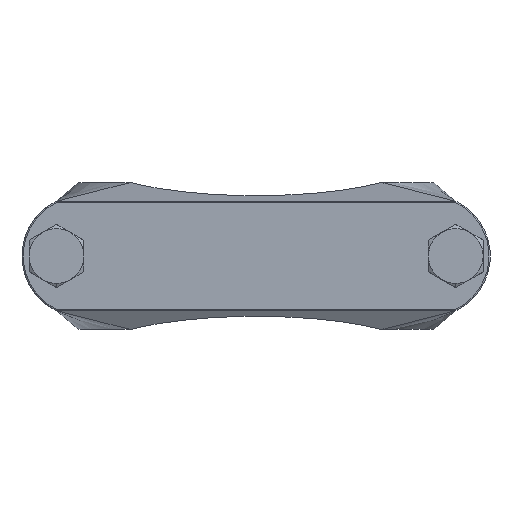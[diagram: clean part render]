
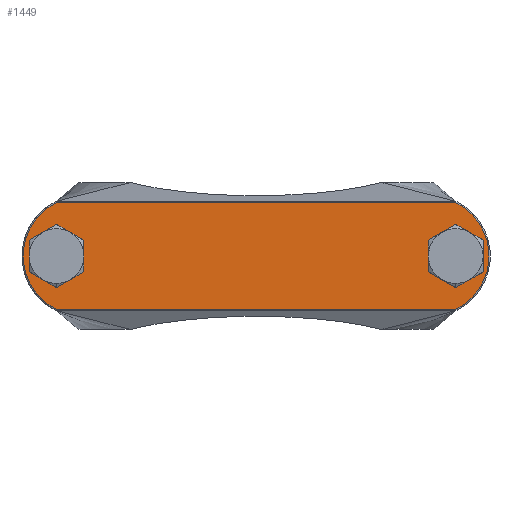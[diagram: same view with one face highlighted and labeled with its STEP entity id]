
A CAD part, front view. The second image highlights one B-rep face of the part: STEP entity #1449.
In plain terms, the highlighted planar face has unit normal (0, -1, 0).
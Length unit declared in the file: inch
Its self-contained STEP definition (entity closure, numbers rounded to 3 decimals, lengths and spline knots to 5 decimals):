
#14 = ORIENTED_EDGE ( 'NONE', *, *, #198, .F. ) ;
#38 = CARTESIAN_POINT ( 'NONE',  ( 1.59381, -0.917, -0.427 ) ) ;
#56 = VERTEX_POINT ( 'NONE', #38 ) ;
#78 = VECTOR ( 'NONE', #184, 39.37008 ) ;
#79 = DIRECTION ( 'NONE',  ( 0., -1., 0. ) ) ;
#90 = CARTESIAN_POINT ( 'NONE',  ( 1.59449, -0.917, 0.25259 ) ) ;
#117 = VECTOR ( 'NONE', #3397, 39.37008 ) ;
#130 = ORIENTED_EDGE ( 'NONE', *, *, #2280, .F. ) ;
#173 = CARTESIAN_POINT ( 'NONE',  ( -1.59449, -0.917, 0.25259 ) ) ;
#184 = DIRECTION ( 'NONE',  ( 0.866, 0., -0.5 ) ) ;
#186 = CARTESIAN_POINT ( 'NONE',  ( -1.59381, -0.917, -0.427 ) ) ;
#190 = VECTOR ( 'NONE', #1625, 39.37008 ) ;
#198 = EDGE_CURVE ( 'NONE', #422, #3038, #2585, .T. ) ;
#217 = DIRECTION ( 'NONE',  ( 0., 0., -1. ) ) ;
#289 = VERTEX_POINT ( 'NONE', #173 ) ;
#290 = CIRCLE ( 'NONE', #1321, 0.47551 ) ;
#363 = LINE ( 'NONE', #2373, #78 ) ;
#407 = VERTEX_POINT ( 'NONE', #532 ) ;
#410 = CIRCLE ( 'NONE', #1749, 0.47551 ) ;
#411 = EDGE_LOOP ( 'NONE', ( #2553, #1360, #482, #1501, #3534, #130 ) ) ;
#421 = VECTOR ( 'NONE', #752, 39.37008 ) ;
#422 = VERTEX_POINT ( 'NONE', #627 ) ;
#439 = CARTESIAN_POINT ( 'NONE',  ( -1.81324, -0.917, -0.1263 ) ) ;
#446 = DIRECTION ( 'NONE',  ( 0., 0., -1. ) ) ;
#460 = DIRECTION ( 'NONE',  ( 0., 0., -1. ) ) ;
#463 = CARTESIAN_POINT ( 'NONE',  ( 1.37574, -0.917, -0.1263 ) ) ;
#482 = ORIENTED_EDGE ( 'NONE', *, *, #2148, .F. ) ;
#486 = ORIENTED_EDGE ( 'NONE', *, *, #2737, .T. ) ;
#502 = CARTESIAN_POINT ( 'NONE',  ( 1.59381, -0.917, 0.427 ) ) ;
#509 = DIRECTION ( 'NONE',  ( -0.866, 0., 0.5 ) ) ;
#532 = CARTESIAN_POINT ( 'NONE',  ( 1.81324, -0.917, -0.1263 ) ) ;
#627 = CARTESIAN_POINT ( 'NONE',  ( 1.59449, -0.917, 0.25259 ) ) ;
#718 = LINE ( 'NONE', #1363, #421 ) ;
#733 = EDGE_CURVE ( 'NONE', #3700, #1214, #3347, .T. ) ;
#752 = DIRECTION ( 'NONE',  ( -0.866, 0., 0.5 ) ) ;
#757 = VERTEX_POINT ( 'NONE', #439 ) ;
#772 = CARTESIAN_POINT ( 'NONE',  ( -1.37574, -0.917, 0.1263 ) ) ;
#925 = FACE_BOUND ( 'NONE', #411, .T. ) ;
#931 = VECTOR ( 'NONE', #3484, 39.37008 ) ;
#938 = CARTESIAN_POINT ( 'NONE',  ( 1.81324, -0.917, 0.1263 ) ) ;
#971 = VERTEX_POINT ( 'NONE', #1335 ) ;
#978 = CARTESIAN_POINT ( 'NONE',  ( -1.37574, -0.917, -0.1263 ) ) ;
#1009 = EDGE_CURVE ( 'NONE', #3038, #3700, #1102, .T. ) ;
#1010 = VECTOR ( 'NONE', #217, 39.37008 ) ;
#1012 = CARTESIAN_POINT ( 'NONE',  ( 1.81324, -0.917, -0.1263 ) ) ;
#1036 = CARTESIAN_POINT ( 'NONE',  ( 1.59449, -0.917, -0.25259 ) ) ;
#1102 = LINE ( 'NONE', #1927, #1294 ) ;
#1138 = CARTESIAN_POINT ( 'NONE',  ( 1.59449, -0.917, -0.25259 ) ) ;
#1146 = EDGE_CURVE ( 'NONE', #971, #757, #1621, .T. ) ;
#1214 = VERTEX_POINT ( 'NONE', #1138 ) ;
#1249 = ORIENTED_EDGE ( 'NONE', *, *, #1009, .F. ) ;
#1294 = VECTOR ( 'NONE', #460, 39.37008 ) ;
#1316 = EDGE_CURVE ( 'NONE', #2481, #3000, #1537, .T. ) ;
#1321 = AXIS2_PLACEMENT_3D ( 'NONE', #3823, #1662, #446 ) ;
#1335 = CARTESIAN_POINT ( 'NONE',  ( -1.81324, -0.917, 0.1263 ) ) ;
#1360 = ORIENTED_EDGE ( 'NONE', *, *, #1316, .F. ) ;
#1363 = CARTESIAN_POINT ( 'NONE',  ( 1.81324, -0.917, 0.1263 ) ) ;
#1412 = EDGE_CURVE ( 'NONE', #1214, #407, #1875, .T. ) ;
#1449 = ADVANCED_FACE ( 'NONE', ( #2007, #2579, #925 ), #2825, .T. ) ;
#1473 = VECTOR ( 'NONE', #2564, 39.37008 ) ;
#1474 = CARTESIAN_POINT ( 'NONE',  ( -1.37574, -0.917, 0.1263 ) ) ;
#1501 = ORIENTED_EDGE ( 'NONE', *, *, #3933, .F. ) ;
#1534 = AXIS2_PLACEMENT_3D ( 'NONE', #1910, #79, #3431 ) ;
#1537 = LINE ( 'NONE', #978, #190 ) ;
#1583 = CARTESIAN_POINT ( 'NONE',  ( -1.59449, -0.917, 0.25259 ) ) ;
#1620 = ORIENTED_EDGE ( 'NONE', *, *, #2317, .F. ) ;
#1621 = LINE ( 'NONE', #2676, #1010 ) ;
#1624 = DIRECTION ( 'NONE',  ( -0.866, 0., -0.5 ) ) ;
#1625 = DIRECTION ( 'NONE',  ( 0., 0., 1. ) ) ;
#1632 = CARTESIAN_POINT ( 'NONE',  ( -1.59449, -0.917, -0.25259 ) ) ;
#1662 = DIRECTION ( 'NONE',  ( 0., -1., 0. ) ) ;
#1672 = VECTOR ( 'NONE', #2242, 39.37008 ) ;
#1749 = AXIS2_PLACEMENT_3D ( 'NONE', #3843, #2028, #2954 ) ;
#1758 = LINE ( 'NONE', #2177, #117 ) ;
#1853 = VECTOR ( 'NONE', #509, 39.37008 ) ;
#1875 = LINE ( 'NONE', #1036, #1672 ) ;
#1899 = EDGE_LOOP ( 'NONE', ( #2155, #486, #3880, #3314 ) ) ;
#1910 = CARTESIAN_POINT ( 'NONE',  ( -1.38457, -0.917, 0. ) ) ;
#1927 = CARTESIAN_POINT ( 'NONE',  ( 1.37574, -0.917, 0.1263 ) ) ;
#1933 = EDGE_CURVE ( 'NONE', #3786, #56, #2154, .T. ) ;
#2007 = FACE_OUTER_BOUND ( 'NONE', #1899, .T. ) ;
#2028 = DIRECTION ( 'NONE',  ( 0., -1., 0. ) ) ;
#2086 = EDGE_LOOP ( 'NONE', ( #1620, #3923, #3100, #3703, #1249, #14 ) ) ;
#2122 = CARTESIAN_POINT ( 'NONE',  ( -1.59449, -0.917, -0.25259 ) ) ;
#2148 = EDGE_CURVE ( 'NONE', #2641, #2481, #3375, .T. ) ;
#2154 = LINE ( 'NONE', #2852, #2780 ) ;
#2155 = ORIENTED_EDGE ( 'NONE', *, *, #3609, .T. ) ;
#2177 = CARTESIAN_POINT ( 'NONE',  ( -1.59611, -0.917, 0.427 ) ) ;
#2186 = DIRECTION ( 'NONE',  ( 0.866, 0., 0.5 ) ) ;
#2242 = DIRECTION ( 'NONE',  ( 0.866, 0., 0.5 ) ) ;
#2280 = EDGE_CURVE ( 'NONE', #289, #971, #2873, .T. ) ;
#2317 = EDGE_CURVE ( 'NONE', #2696, #422, #718, .T. ) ;
#2373 = CARTESIAN_POINT ( 'NONE',  ( -1.81324, -0.917, -0.1263 ) ) ;
#2481 = VERTEX_POINT ( 'NONE', #2953 ) ;
#2545 = DIRECTION ( 'NONE',  ( -0.866, 0., -0.5 ) ) ;
#2553 = ORIENTED_EDGE ( 'NONE', *, *, #3876, .F. ) ;
#2564 = DIRECTION ( 'NONE',  ( 0., 0., 1. ) ) ;
#2579 = FACE_BOUND ( 'NONE', #2086, .T. ) ;
#2585 = LINE ( 'NONE', #90, #3583 ) ;
#2641 = VERTEX_POINT ( 'NONE', #2122 ) ;
#2676 = CARTESIAN_POINT ( 'NONE',  ( -1.81324, -0.917, 0.1263 ) ) ;
#2696 = VERTEX_POINT ( 'NONE', #938 ) ;
#2737 = EDGE_CURVE ( 'NONE', #2947, #3786, #290, .T. ) ;
#2780 = VECTOR ( 'NONE', #2828, 39.37008 ) ;
#2825 = PLANE ( 'NONE',  #1534 ) ;
#2828 = DIRECTION ( 'NONE',  ( 1., 0., 0. ) ) ;
#2852 = CARTESIAN_POINT ( 'NONE',  ( 1.59611, -0.917, -0.427 ) ) ;
#2858 = LINE ( 'NONE', #1012, #1473 ) ;
#2873 = LINE ( 'NONE', #1583, #3254 ) ;
#2947 = VERTEX_POINT ( 'NONE', #3278 ) ;
#2953 = CARTESIAN_POINT ( 'NONE',  ( -1.37574, -0.917, -0.1263 ) ) ;
#2954 = DIRECTION ( 'NONE',  ( 0., 0., -1. ) ) ;
#2996 = VERTEX_POINT ( 'NONE', #502 ) ;
#3000 = VERTEX_POINT ( 'NONE', #1474 ) ;
#3038 = VERTEX_POINT ( 'NONE', #3356 ) ;
#3100 = ORIENTED_EDGE ( 'NONE', *, *, #1412, .F. ) ;
#3254 = VECTOR ( 'NONE', #2545, 39.37008 ) ;
#3278 = CARTESIAN_POINT ( 'NONE',  ( -1.59381, -0.917, 0.427 ) ) ;
#3314 = ORIENTED_EDGE ( 'NONE', *, *, #3840, .T. ) ;
#3347 = LINE ( 'NONE', #463, #931 ) ;
#3356 = CARTESIAN_POINT ( 'NONE',  ( 1.37574, -0.917, 0.1263 ) ) ;
#3375 = LINE ( 'NONE', #1632, #3760 ) ;
#3397 = DIRECTION ( 'NONE',  ( -1., 0., 0. ) ) ;
#3431 = DIRECTION ( 'NONE',  ( 0., 0., -1. ) ) ;
#3484 = DIRECTION ( 'NONE',  ( 0.866, 0., -0.5 ) ) ;
#3534 = ORIENTED_EDGE ( 'NONE', *, *, #1146, .F. ) ;
#3551 = LINE ( 'NONE', #772, #1853 ) ;
#3583 = VECTOR ( 'NONE', #1624, 39.37008 ) ;
#3609 = EDGE_CURVE ( 'NONE', #2996, #2947, #1758, .T. ) ;
#3700 = VERTEX_POINT ( 'NONE', #3745 ) ;
#3703 = ORIENTED_EDGE ( 'NONE', *, *, #733, .F. ) ;
#3718 = EDGE_CURVE ( 'NONE', #407, #2696, #2858, .T. ) ;
#3745 = CARTESIAN_POINT ( 'NONE',  ( 1.37574, -0.917, -0.1263 ) ) ;
#3760 = VECTOR ( 'NONE', #2186, 39.37008 ) ;
#3786 = VERTEX_POINT ( 'NONE', #186 ) ;
#3823 = CARTESIAN_POINT ( 'NONE',  ( -1.38457, -0.917, 0. ) ) ;
#3840 = EDGE_CURVE ( 'NONE', #56, #2996, #410, .T. ) ;
#3843 = CARTESIAN_POINT ( 'NONE',  ( 1.38457, -0.917, 0. ) ) ;
#3876 = EDGE_CURVE ( 'NONE', #3000, #289, #3551, .T. ) ;
#3880 = ORIENTED_EDGE ( 'NONE', *, *, #1933, .T. ) ;
#3923 = ORIENTED_EDGE ( 'NONE', *, *, #3718, .F. ) ;
#3933 = EDGE_CURVE ( 'NONE', #757, #2641, #363, .T. ) ;
